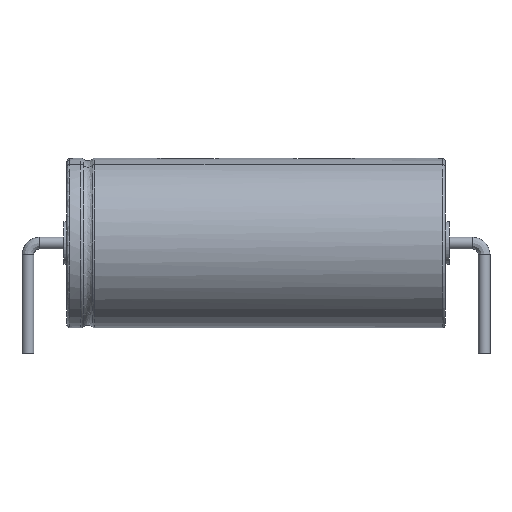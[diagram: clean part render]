
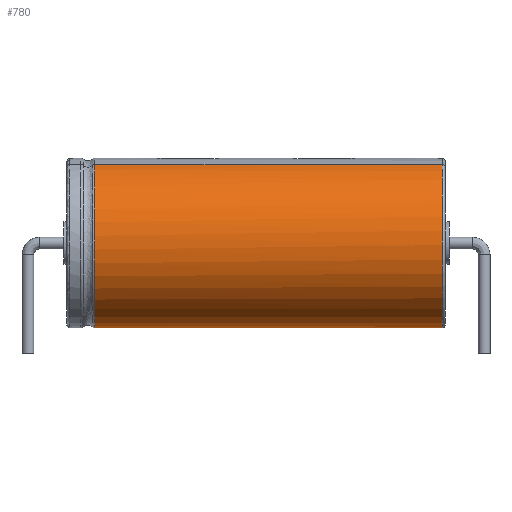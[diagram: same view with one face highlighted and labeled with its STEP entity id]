
A CAD part, front view. The second image highlights one B-rep face of the part: STEP entity #780.
In plain terms, the highlighted cylindrical face has radius 6.5 mm (diameter 13 mm), a partial arc.
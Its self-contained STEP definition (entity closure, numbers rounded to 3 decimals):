
#139=VERTEX_POINT('',#140);
#140=CARTESIAN_POINT('',(31.8,-2.487,12.505));
#146=EDGE_CURVE('',#147,#139,#149,.T.);
#147=VERTEX_POINT('',#148);
#148=CARTESIAN_POINT('',(5.135,-2.487,12.505));
#149=LINE('',#150,#151);
#150=CARTESIAN_POINT('',(5.,-2.487,12.505));
#151=VECTOR('',#152,1.);
#152=DIRECTION('',(1.,0.,0.));
#209=DIRECTION('',(-1.,0.,0.));
#368=VERTEX_POINT('',#369);
#369=CARTESIAN_POINT('',(31.8,2.487,12.505));
#373=DIRECTION('',(0.,0.383,0.924));
#374=ORIENTED_EDGE('',*,*,#375,.F.);
#375=EDGE_CURVE('',#376,#368,#378,.T.);
#376=VERTEX_POINT('',#377);
#377=CARTESIAN_POINT('',(5.135,2.487,12.505));
#378=LINE('',#379,#151);
#379=CARTESIAN_POINT('',(5.,2.487,12.505));
#706=ORIENTED_EDGE('',*,*,#707,.T.);
#707=EDGE_CURVE('',#376,#147,#708,.T.);
#708=B_SPLINE_CURVE_WITH_KNOTS('',12,(#709,#710,#711,#712,#713,#714,#715,#716,#717,#718,#719,#720,#721,#722,#723,#724,#725,#726,#727,#728,#729,#730,#731,#732,#733,#734,#735,#736,#737,#738,#739,#740,#741,#742,#743),.UNSPECIFIED.,.F.,.F.,(13,11,11,13),(-1.523,0.,35.736,37.258),.UNSPECIFIED.);
#709=CARTESIAN_POINT('',(5.135,1.081,13.088));
#710=CARTESIAN_POINT('',(5.135,1.199,13.039));
#711=CARTESIAN_POINT('',(5.135,1.317,12.99));
#712=CARTESIAN_POINT('',(5.135,1.434,12.941));
#713=CARTESIAN_POINT('',(5.135,1.552,12.893));
#714=CARTESIAN_POINT('',(5.135,1.669,12.844));
#715=CARTESIAN_POINT('',(5.135,1.787,12.795));
#716=CARTESIAN_POINT('',(5.135,1.904,12.747));
#717=CARTESIAN_POINT('',(5.135,2.021,12.698));
#718=CARTESIAN_POINT('',(5.135,2.138,12.65));
#719=CARTESIAN_POINT('',(5.135,2.254,12.602));
#720=CARTESIAN_POINT('',(5.135,2.371,12.553));
#721=CARTESIAN_POINT('',(5.135,5.22,11.373));
#722=CARTESIAN_POINT('',(5.135,7.432,8.868));
#723=CARTESIAN_POINT('',(5.135,8.308,5.251));
#724=CARTESIAN_POINT('',(5.135,7.168,1.372));
#725=CARTESIAN_POINT('',(5.135,4.323,-1.515));
#726=CARTESIAN_POINT('',(5.135,0.,-2.963));
#727=CARTESIAN_POINT('',(5.135,-4.323,-1.515));
#728=CARTESIAN_POINT('',(5.135,-7.168,1.372));
#729=CARTESIAN_POINT('',(5.135,-8.308,5.251));
#730=CARTESIAN_POINT('',(5.135,-7.432,8.868));
#731=CARTESIAN_POINT('',(5.135,-5.22,11.373));
#732=CARTESIAN_POINT('',(5.135,-2.371,12.553));
#733=CARTESIAN_POINT('',(5.135,-2.254,12.602));
#734=CARTESIAN_POINT('',(5.135,-2.138,12.65));
#735=CARTESIAN_POINT('',(5.135,-2.021,12.698));
#736=CARTESIAN_POINT('',(5.135,-1.904,12.747));
#737=CARTESIAN_POINT('',(5.135,-1.787,12.795));
#738=CARTESIAN_POINT('',(5.135,-1.669,12.844));
#739=CARTESIAN_POINT('',(5.135,-1.552,12.893));
#740=CARTESIAN_POINT('',(5.135,-1.434,12.941));
#741=CARTESIAN_POINT('',(5.135,-1.317,12.99));
#742=CARTESIAN_POINT('',(5.135,-1.199,13.039));
#743=CARTESIAN_POINT('',(5.135,-1.081,13.088));
#780=ADVANCED_FACE('',(#781),#789,.T.);
#781=FACE_BOUND('',#782,.F.);
#782=EDGE_LOOP('',(#374,#706,#783,#784));
#783=ORIENTED_EDGE('',*,*,#146,.T.);
#784=ORIENTED_EDGE('',*,*,#785,.F.);
#785=EDGE_CURVE('',#368,#139,#786,.T.);
#786=CIRCLE('',#787,6.5);
#787=AXIS2_PLACEMENT_3D('',#788,#209,#373);
#788=CARTESIAN_POINT('',(31.8,0.,6.5));
#789=CYLINDRICAL_SURFACE('',#790,6.5);
#790=AXIS2_PLACEMENT_3D('',#791,#152,#373);
#791=CARTESIAN_POINT('',(5.,0.,6.5));
